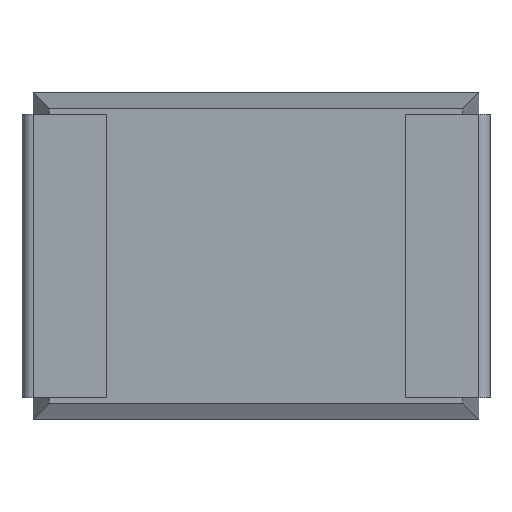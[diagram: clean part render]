
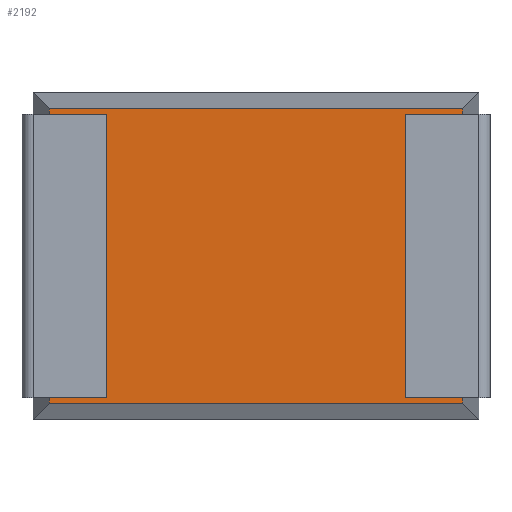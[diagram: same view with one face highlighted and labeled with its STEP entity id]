
A CAD part, front view. The second image highlights one B-rep face of the part: STEP entity #2192.
In plain terms, the highlighted planar face has unit normal (0, -1, 0).
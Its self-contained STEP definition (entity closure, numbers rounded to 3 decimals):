
#31 = CARTESIAN_POINT ( 'NONE',  ( 0.66, 0., -0.19 ) ) ;
#107 = DIRECTION ( 'NONE',  ( 1., 0., 0. ) ) ;
#109 = EDGE_LOOP ( 'NONE', ( #882, #3253, #1756, #2510, #814, #1142, #610, #3419, #2859, #2758, #3230, #1706 ) ) ;
#116 = LINE ( 'NONE', #2003, #1396 ) ;
#125 = CARTESIAN_POINT ( 'NONE',  ( 0.66, 0., -0.19 ) ) ;
#150 = CARTESIAN_POINT ( 'NONE',  ( 0.143, 0., -0.19 ) ) ;
#165 = DIRECTION ( 'NONE',  ( 0., 0., 1. ) ) ;
#182 = CARTESIAN_POINT ( 'NONE',  ( 0.143, 0., -0.143 ) ) ;
#224 = VERTEX_POINT ( 'NONE', #877 ) ;
#228 = EDGE_CURVE ( 'NONE', #2085, #405, #310, .T. ) ;
#284 = CARTESIAN_POINT ( 'NONE',  ( 3.99, 0., -0.143 ) ) ;
#289 = CARTESIAN_POINT ( 'NONE',  ( 3.847, 0., -0.19 ) ) ;
#297 = LINE ( 'NONE', #2146, #2471 ) ;
#310 = LINE ( 'NONE', #3271, #2525 ) ;
#330 = DIRECTION ( 'NONE',  ( 1., 0., 0. ) ) ;
#347 = EDGE_CURVE ( 'NONE', #967, #2569, #297, .T. ) ;
#377 = EDGE_CURVE ( 'NONE', #2906, #2085, #2935, .T. ) ;
#405 = VERTEX_POINT ( 'NONE', #2575 ) ;
#559 = CARTESIAN_POINT ( 'NONE',  ( 3.99, 0., -2.777 ) ) ;
#576 = LINE ( 'NONE', #559, #3682 ) ;
#581 = DIRECTION ( 'NONE',  ( 0., 0., -1. ) ) ;
#591 = VERTEX_POINT ( 'NONE', #3819 ) ;
#610 = ORIENTED_EDGE ( 'NONE', *, *, #1489, .F. ) ;
#700 = EDGE_CURVE ( 'NONE', #224, #591, #576, .T. ) ;
#757 = LINE ( 'NONE', #284, #3869 ) ;
#766 = VECTOR ( 'NONE', #330, 1000. ) ;
#801 = VECTOR ( 'NONE', #884, 1000. ) ;
#807 = LINE ( 'NONE', #2830, #2366 ) ;
#814 = ORIENTED_EDGE ( 'NONE', *, *, #377, .T. ) ;
#877 = CARTESIAN_POINT ( 'NONE',  ( 3.847, 0., -2.777 ) ) ;
#882 = ORIENTED_EDGE ( 'NONE', *, *, #989, .F. ) ;
#884 = DIRECTION ( 'NONE',  ( 0., 0., 1. ) ) ;
#932 = VERTEX_POINT ( 'NONE', #3364 ) ;
#967 = VERTEX_POINT ( 'NONE', #2200 ) ;
#989 = EDGE_CURVE ( 'NONE', #1392, #967, #2475, .T. ) ;
#1030 = CARTESIAN_POINT ( 'NONE',  ( 3.847, 0., -2.73 ) ) ;
#1058 = VERTEX_POINT ( 'NONE', #182 ) ;
#1107 = VECTOR ( 'NONE', #2395, 1000. ) ;
#1142 = ORIENTED_EDGE ( 'NONE', *, *, #228, .T. ) ;
#1289 = EDGE_CURVE ( 'NONE', #1392, #932, #116, .T. ) ;
#1392 = VERTEX_POINT ( 'NONE', #289 ) ;
#1396 = VECTOR ( 'NONE', #1763, 1000. ) ;
#1433 = CARTESIAN_POINT ( 'NONE',  ( 3.33, 0., -2.73 ) ) ;
#1440 = CARTESIAN_POINT ( 'NONE',  ( 0.143, 0., -2.92 ) ) ;
#1452 = VECTOR ( 'NONE', #1585, 1000. ) ;
#1489 = EDGE_CURVE ( 'NONE', #2045, #405, #2519, .T. ) ;
#1585 = DIRECTION ( 'NONE',  ( -1., 0., 0. ) ) ;
#1666 = EDGE_CURVE ( 'NONE', #224, #3667, #3350, .T. ) ;
#1706 = ORIENTED_EDGE ( 'NONE', *, *, #347, .F. ) ;
#1756 = ORIENTED_EDGE ( 'NONE', *, *, #3884, .T. ) ;
#1763 = DIRECTION ( 'NONE',  ( 0., 0., 1. ) ) ;
#1772 = DIRECTION ( 'NONE',  ( 0., 0., -1. ) ) ;
#1812 = EDGE_CURVE ( 'NONE', #591, #2045, #3024, .T. ) ;
#1954 = FACE_OUTER_BOUND ( 'NONE', #109, .T. ) ;
#1991 = PLANE ( 'NONE',  #2266 ) ;
#2003 = CARTESIAN_POINT ( 'NONE',  ( 3.847, 0., -2.92 ) ) ;
#2011 = EDGE_CURVE ( 'NONE', #3667, #2569, #807, .T. ) ;
#2045 = VERTEX_POINT ( 'NONE', #3730 ) ;
#2085 = VERTEX_POINT ( 'NONE', #125 ) ;
#2146 = CARTESIAN_POINT ( 'NONE',  ( 3.33, 0., -0.19 ) ) ;
#2192 = ADVANCED_FACE ( 'NONE', ( #1954 ), #1991, .T. ) ;
#2197 = DIRECTION ( 'NONE',  ( -1., 0., 0. ) ) ;
#2200 = CARTESIAN_POINT ( 'NONE',  ( 3.33, 0., -0.19 ) ) ;
#2213 = CARTESIAN_POINT ( 'NONE',  ( 3.33, 0., -0.19 ) ) ;
#2266 = AXIS2_PLACEMENT_3D ( 'NONE', #2389, #2330, #581 ) ;
#2330 = DIRECTION ( 'NONE',  ( 0., -1., 0. ) ) ;
#2356 = DIRECTION ( 'NONE',  ( -1., 0., 0. ) ) ;
#2366 = VECTOR ( 'NONE', #2197, 1000. ) ;
#2379 = CARTESIAN_POINT ( 'NONE',  ( 3.847, 0., -2.92 ) ) ;
#2380 = DIRECTION ( 'NONE',  ( -1., 0., 0. ) ) ;
#2389 = CARTESIAN_POINT ( 'NONE',  ( 0., 0., 0. ) ) ;
#2395 = DIRECTION ( 'NONE',  ( 0., 0., 1. ) ) ;
#2471 = VECTOR ( 'NONE', #2746, 1000. ) ;
#2475 = LINE ( 'NONE', #2213, #1452 ) ;
#2510 = ORIENTED_EDGE ( 'NONE', *, *, #3700, .F. ) ;
#2519 = LINE ( 'NONE', #3112, #2608 ) ;
#2525 = VECTOR ( 'NONE', #1772, 1000. ) ;
#2549 = LINE ( 'NONE', #3146, #3874 ) ;
#2569 = VERTEX_POINT ( 'NONE', #1433 ) ;
#2575 = CARTESIAN_POINT ( 'NONE',  ( 0.66, 0., -2.73 ) ) ;
#2608 = VECTOR ( 'NONE', #107, 1000. ) ;
#2746 = DIRECTION ( 'NONE',  ( 0., 0., -1. ) ) ;
#2758 = ORIENTED_EDGE ( 'NONE', *, *, #1666, .T. ) ;
#2830 = CARTESIAN_POINT ( 'NONE',  ( 3.33, 0., -2.73 ) ) ;
#2859 = ORIENTED_EDGE ( 'NONE', *, *, #700, .F. ) ;
#2906 = VERTEX_POINT ( 'NONE', #150 ) ;
#2935 = LINE ( 'NONE', #31, #766 ) ;
#3024 = LINE ( 'NONE', #1440, #1107 ) ;
#3112 = CARTESIAN_POINT ( 'NONE',  ( 0.66, 0., -2.73 ) ) ;
#3146 = CARTESIAN_POINT ( 'NONE',  ( 0.143, 0., -2.92 ) ) ;
#3230 = ORIENTED_EDGE ( 'NONE', *, *, #2011, .T. ) ;
#3253 = ORIENTED_EDGE ( 'NONE', *, *, #1289, .T. ) ;
#3271 = CARTESIAN_POINT ( 'NONE',  ( 0.66, 0., -0.19 ) ) ;
#3350 = LINE ( 'NONE', #2379, #801 ) ;
#3364 = CARTESIAN_POINT ( 'NONE',  ( 3.847, 0., -0.143 ) ) ;
#3419 = ORIENTED_EDGE ( 'NONE', *, *, #1812, .F. ) ;
#3667 = VERTEX_POINT ( 'NONE', #1030 ) ;
#3682 = VECTOR ( 'NONE', #2380, 1000. ) ;
#3700 = EDGE_CURVE ( 'NONE', #2906, #1058, #2549, .T. ) ;
#3730 = CARTESIAN_POINT ( 'NONE',  ( 0.143, 0., -2.73 ) ) ;
#3819 = CARTESIAN_POINT ( 'NONE',  ( 0.143, 0., -2.777 ) ) ;
#3869 = VECTOR ( 'NONE', #2356, 1000. ) ;
#3874 = VECTOR ( 'NONE', #165, 1000. ) ;
#3884 = EDGE_CURVE ( 'NONE', #932, #1058, #757, .T. ) ;
